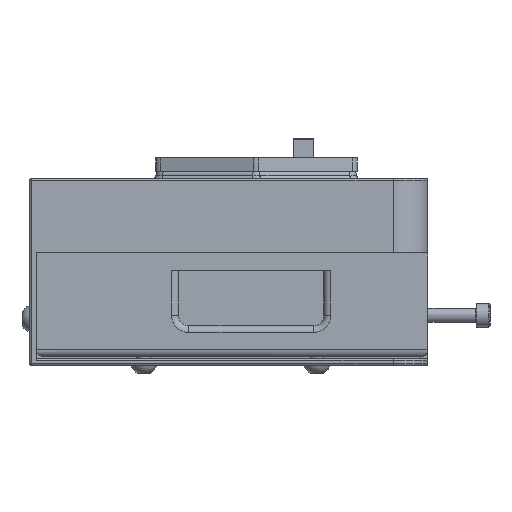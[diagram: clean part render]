
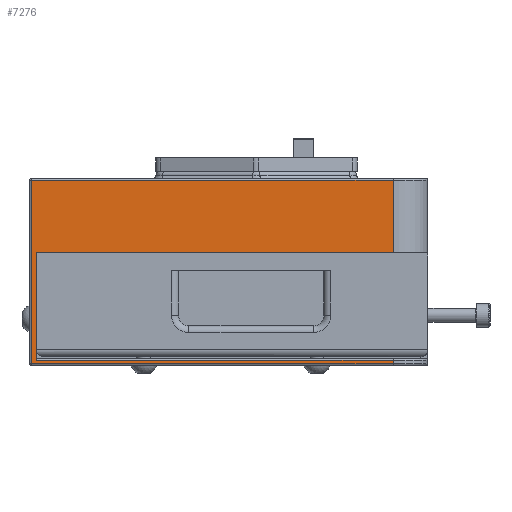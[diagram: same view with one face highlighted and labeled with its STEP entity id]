
A CAD part, left-side view. The second image highlights one B-rep face of the part: STEP entity #7276.
In plain terms, the highlighted face is planar.
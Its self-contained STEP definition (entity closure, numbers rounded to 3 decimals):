
#601=PLANE('',#7983);
#955=FACE_OUTER_BOUND('',#1438,.T.);
#1438=EDGE_LOOP('',(#6333,#6334,#6335,#6336,#6337,#6338,#6339,#6340));
#2079=LINE('',#11841,#2741);
#2095=LINE('',#11883,#2757);
#2096=LINE('',#11887,#2758);
#2097=LINE('',#11889,#2759);
#2098=LINE('',#11891,#2760);
#2099=LINE('',#11893,#2761);
#2100=LINE('',#11894,#2762);
#2101=LINE('',#11895,#2763);
#2741=VECTOR('',#9721,1000.);
#2757=VECTOR('',#9763,1000.);
#2758=VECTOR('',#9766,1000.);
#2759=VECTOR('',#9767,1000.);
#2760=VECTOR('',#9768,1000.);
#2761=VECTOR('',#9769,1000.);
#2762=VECTOR('',#9770,1000.);
#2763=VECTOR('',#9771,1000.);
#3703=VERTEX_POINT('',#11836);
#3704=VERTEX_POINT('',#11840);
#3717=VERTEX_POINT('',#11881);
#3718=VERTEX_POINT('',#11885);
#3719=VERTEX_POINT('',#11886);
#3720=VERTEX_POINT('',#11888);
#3721=VERTEX_POINT('',#11890);
#3722=VERTEX_POINT('',#11892);
#4591=EDGE_CURVE('',#3703,#3704,#2079,.T.);
#4613=EDGE_CURVE('',#3717,#3703,#2095,.T.);
#4614=EDGE_CURVE('',#3718,#3719,#2096,.T.);
#4615=EDGE_CURVE('',#3720,#3718,#2097,.T.);
#4616=EDGE_CURVE('',#3721,#3720,#2098,.T.);
#4617=EDGE_CURVE('',#3722,#3721,#2099,.T.);
#4618=EDGE_CURVE('',#3704,#3722,#2100,.T.);
#4619=EDGE_CURVE('',#3719,#3717,#2101,.T.);
#6333=ORIENTED_EDGE('',*,*,#4614,.F.);
#6334=ORIENTED_EDGE('',*,*,#4615,.F.);
#6335=ORIENTED_EDGE('',*,*,#4616,.F.);
#6336=ORIENTED_EDGE('',*,*,#4617,.F.);
#6337=ORIENTED_EDGE('',*,*,#4618,.F.);
#6338=ORIENTED_EDGE('',*,*,#4591,.F.);
#6339=ORIENTED_EDGE('',*,*,#4613,.F.);
#6340=ORIENTED_EDGE('',*,*,#4619,.F.);
#7276=ADVANCED_FACE('',(#955),#601,.F.);
#7983=AXIS2_PLACEMENT_3D('',#11884,#9764,#9765);
#9721=DIRECTION('',(1.,0.,0.));
#9763=DIRECTION('',(0.,1.,0.));
#9764=DIRECTION('center_axis',(0.,0.,-1.));
#9765=DIRECTION('ref_axis',(-1.,0.,0.));
#9766=DIRECTION('',(0.,1.,0.));
#9767=DIRECTION('',(1.,0.,0.));
#9768=DIRECTION('',(0.,1.,0.));
#9769=DIRECTION('',(-1.,0.,0.));
#9770=DIRECTION('',(0.,-1.,0.));
#9771=DIRECTION('',(-1.,0.,0.));
#11836=CARTESIAN_POINT('',(-47.5,26.5,70.));
#11840=CARTESIAN_POINT('',(57.,26.5,70.));
#11841=CARTESIAN_POINT('',(0.,26.5,70.));
#11881=CARTESIAN_POINT('',(-47.5,25.5,70.));
#11883=CARTESIAN_POINT('',(-47.5,0.,70.));
#11884=CARTESIAN_POINT('Origin',(0.,0.,70.));
#11885=CARTESIAN_POINT('',(55.5,-5.5,70.));
#11886=CARTESIAN_POINT('',(55.5,25.5,70.));
#11887=CARTESIAN_POINT('',(55.5,0.,70.));
#11888=CARTESIAN_POINT('',(-47.5,-5.5,70.));
#11889=CARTESIAN_POINT('',(-47.5,-5.5,70.));
#11890=CARTESIAN_POINT('',(-47.5,-26.5,70.));
#11891=CARTESIAN_POINT('',(-47.5,0.,70.));
#11892=CARTESIAN_POINT('',(57.,-26.5,70.));
#11893=CARTESIAN_POINT('',(0.,-26.5,70.));
#11894=CARTESIAN_POINT('',(57.,0.,70.));
#11895=CARTESIAN_POINT('',(0.,25.5,70.));
